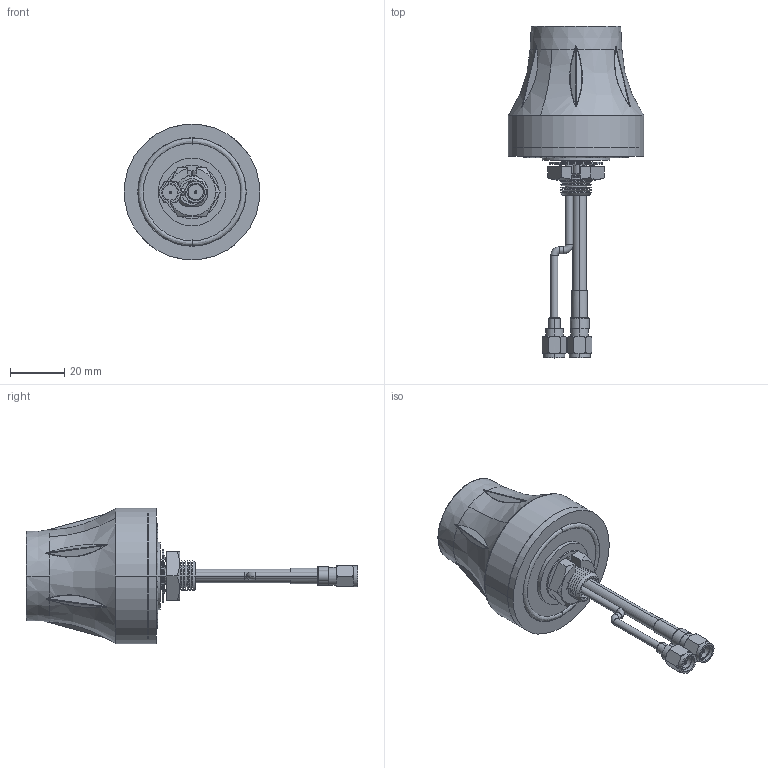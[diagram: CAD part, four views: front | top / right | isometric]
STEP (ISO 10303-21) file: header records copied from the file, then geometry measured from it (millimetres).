
FILE_DESCRIPTION (( 'STEP AP214' ), '1' );
FILE_NAME ('MA140.A.LB.001_Web.STEP', '2019-12-13T03:48:57', ( '' ), ( '' ), 'SwSTEP 2.0', 'SolidWorks 2017', '' );
FILE_SCHEMA (( 'AUTOMOTIVE_DESIGN' ));
Length unit declared in the file: millimetre
Products named in the file (1): MA140.A.LB.001_Web
Bounding box: 50.09 x 122.5 x 50.09 mm (x, y, z)
Surface area: 14570.5 mm2 (no closed solid volume)
Topology: 0 solids, 19 shells, 235 faces, 663 edges, 445 vertices
Faces by surface type: bspline 80, plane 64, cylinder 56, cone 27, torus 8
Entity records: 15000 total; most frequent: CARTESIAN_POINT 7264, ORIENTED_EDGE 1141, DIRECTION 841, EDGE_CURVE 663, VERTEX_POINT 445, AXIS2_PLACEMENT_3D 353, B_SPLINE_CURVE_WITH_KNOTS 283, EDGE_LOOP 257
